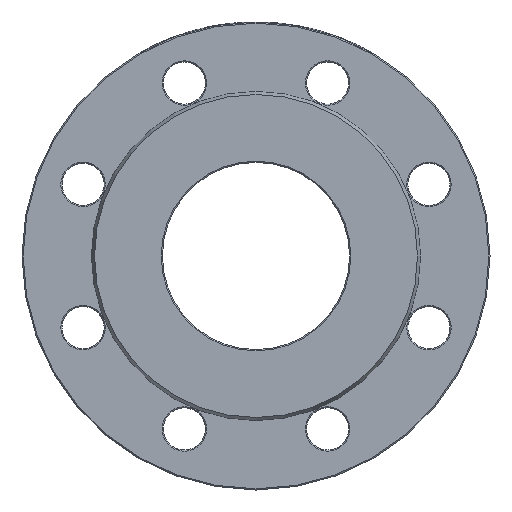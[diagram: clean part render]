
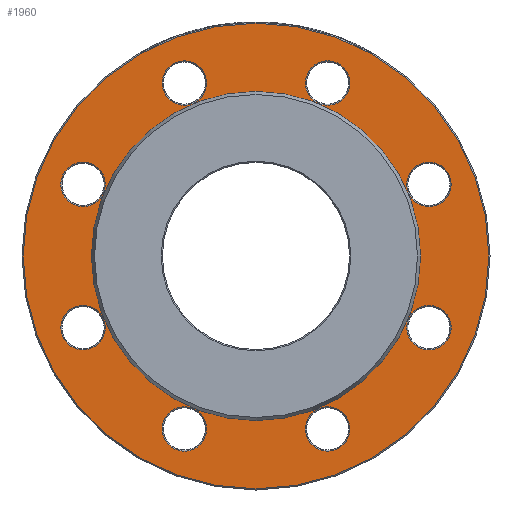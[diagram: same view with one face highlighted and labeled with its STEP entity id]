
A CAD part, left-side view. The second image highlights one B-rep face of the part: STEP entity #1960.
In plain terms, the highlighted planar face has unit normal (-1, 0, 0).
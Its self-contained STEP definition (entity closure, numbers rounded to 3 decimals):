
#1 = DIRECTION ( 'NONE',  ( 0., 0.707, -0.707 ) ) ;
#213 = AXIS2_PLACEMENT_3D ( 'NONE', #6569, #458, #3178 ) ;
#267 = EDGE_CURVE ( 'NONE', #1814, #1814, #402, .T. ) ;
#402 = CIRCLE ( 'NONE', #1551, 9.5 ) ;
#453 = CIRCLE ( 'NONE', #888, 99.5 ) ;
#458 = DIRECTION ( 'NONE',  ( 1., 0., 0. ) ) ;
#590 = DIRECTION ( 'NONE',  ( 0., -0.707, -0.707 ) ) ;
#888 = AXIS2_PLACEMENT_3D ( 'NONE', #5612, #2891, #7626 ) ;
#928 = DIRECTION ( 'NONE',  ( 0., 0.707, 0.707 ) ) ;
#1118 = AXIS2_PLACEMENT_3D ( 'NONE', #8177, #4160, #1 ) ;
#1132 = VERTEX_POINT ( 'NONE', #3907 ) ;
#1265 = CIRCLE ( 'NONE', #4273, 9.5 ) ;
#1307 = EDGE_CURVE ( 'NONE', #8703, #8703, #5199, .T. ) ;
#1342 = EDGE_LOOP ( 'NONE', ( #2872 ) ) ;
#1428 = CARTESIAN_POINT ( 'NONE',  ( 3., 30.615, -73.91 ) ) ;
#1449 = VERTEX_POINT ( 'NONE', #7403 ) ;
#1463 = EDGE_LOOP ( 'NONE', ( #2413 ) ) ;
#1549 = DIRECTION ( 'NONE',  ( 1., 0., 0. ) ) ;
#1551 = AXIS2_PLACEMENT_3D ( 'NONE', #2314, #5704, #7588 ) ;
#1560 = CIRCLE ( 'NONE', #3831, 9.5 ) ;
#1697 = EDGE_CURVE ( 'NONE', #2578, #2578, #2219, .T. ) ;
#1814 = VERTEX_POINT ( 'NONE', #1950 ) ;
#1841 = FACE_BOUND ( 'NONE', #2327, .T. ) ;
#1873 = DIRECTION ( 'NONE',  ( -1., 0., 0. ) ) ;
#1901 = CARTESIAN_POINT ( 'NONE',  ( 3., -23.897, 80.628 ) ) ;
#1950 = CARTESIAN_POINT ( 'NONE',  ( 3., 73.91, -40.115 ) ) ;
#1960 = ADVANCED_FACE ( 'NONE', ( #5908, #2427, #3757, #5817, #4519, #8545, #1841, #5145, #7201, #7245 ), #3843, .F. ) ;
#2043 = VERTEX_POINT ( 'NONE', #4102 ) ;
#2076 = EDGE_CURVE ( 'NONE', #1132, #1132, #5918, .T. ) ;
#2188 = EDGE_CURVE ( 'NONE', #6635, #6635, #7349, .T. ) ;
#2219 = CIRCLE ( 'NONE', #2779, 9.5 ) ;
#2314 = CARTESIAN_POINT ( 'NONE',  ( 3., 73.91, -30.615 ) ) ;
#2327 = EDGE_LOOP ( 'NONE', ( #8080 ) ) ;
#2413 = ORIENTED_EDGE ( 'NONE', *, *, #3850, .T. ) ;
#2427 = FACE_BOUND ( 'NONE', #7690, .T. ) ;
#2525 = ORIENTED_EDGE ( 'NONE', *, *, #267, .T. ) ;
#2578 = VERTEX_POINT ( 'NONE', #1901 ) ;
#2779 = AXIS2_PLACEMENT_3D ( 'NONE', #4323, #1549, #928 ) ;
#2848 = CARTESIAN_POINT ( 'NONE',  ( 3., 23.897, -80.628 ) ) ;
#2872 = ORIENTED_EDGE ( 'NONE', *, *, #3665, .T. ) ;
#2881 = EDGE_LOOP ( 'NONE', ( #7316 ) ) ;
#2891 = DIRECTION ( 'NONE',  ( -1., 0., 0. ) ) ;
#2987 = EDGE_LOOP ( 'NONE', ( #7332 ) ) ;
#3165 = ORIENTED_EDGE ( 'NONE', *, *, #2076, .T. ) ;
#3167 = CARTESIAN_POINT ( 'NONE',  ( 3., 0., 0. ) ) ;
#3178 = DIRECTION ( 'NONE',  ( 0., 0., -1. ) ) ;
#3476 = ORIENTED_EDGE ( 'NONE', *, *, #1697, .T. ) ;
#3577 = ORIENTED_EDGE ( 'NONE', *, *, #1307, .T. ) ;
#3665 = EDGE_CURVE ( 'NONE', #4718, #4718, #4985, .T. ) ;
#3757 = FACE_BOUND ( 'NONE', #5751, .T. ) ;
#3831 = AXIS2_PLACEMENT_3D ( 'NONE', #1428, #8219, #590 ) ;
#3843 = PLANE ( 'NONE',  #213 ) ;
#3850 = EDGE_CURVE ( 'NONE', #5432, #5432, #1265, .T. ) ;
#3865 = EDGE_CURVE ( 'NONE', #6905, #6905, #1560, .T. ) ;
#3907 = CARTESIAN_POINT ( 'NONE',  ( 3., 40.115, 73.91 ) ) ;
#3918 = AXIS2_PLACEMENT_3D ( 'NONE', #3167, #1873, #6602 ) ;
#3982 = CIRCLE ( 'NONE', #1118, 9.5 ) ;
#3984 = EDGE_CURVE ( 'NONE', #1449, #1449, #3982, .T. ) ;
#4102 = CARTESIAN_POINT ( 'NONE',  ( 3., 0., -99.5 ) ) ;
#4155 = EDGE_LOOP ( 'NONE', ( #2525 ) ) ;
#4160 = DIRECTION ( 'NONE',  ( 1., 0., 0. ) ) ;
#4273 = AXIS2_PLACEMENT_3D ( 'NONE', #5773, #5096, #7829 ) ;
#4323 = CARTESIAN_POINT ( 'NONE',  ( 3., -30.615, 73.91 ) ) ;
#4491 = CARTESIAN_POINT ( 'NONE',  ( 3., 0., 70.336 ) ) ;
#4519 = FACE_BOUND ( 'NONE', #7112, .T. ) ;
#4625 = AXIS2_PLACEMENT_3D ( 'NONE', #8447, #4968, #6356 ) ;
#4718 = VERTEX_POINT ( 'NONE', #4852 ) ;
#4802 = CARTESIAN_POINT ( 'NONE',  ( 3., -73.91, 30.615 ) ) ;
#4852 = CARTESIAN_POINT ( 'NONE',  ( 3., -73.91, 40.115 ) ) ;
#4968 = DIRECTION ( 'NONE',  ( 1., 0., 0. ) ) ;
#4985 = CIRCLE ( 'NONE', #7700, 9.5 ) ;
#5096 = DIRECTION ( 'NONE',  ( 1., 0., 0. ) ) ;
#5145 = FACE_BOUND ( 'NONE', #4155, .T. ) ;
#5199 = CIRCLE ( 'NONE', #4625, 9.5 ) ;
#5432 = VERTEX_POINT ( 'NONE', #8200 ) ;
#5612 = CARTESIAN_POINT ( 'NONE',  ( 3., 0., 0. ) ) ;
#5699 = EDGE_LOOP ( 'NONE', ( #7726 ) ) ;
#5704 = DIRECTION ( 'NONE',  ( 1., 0., 0. ) ) ;
#5751 = EDGE_LOOP ( 'NONE', ( #3476 ) ) ;
#5773 = CARTESIAN_POINT ( 'NONE',  ( 3., -30.615, -73.91 ) ) ;
#5817 = FACE_BOUND ( 'NONE', #1342, .T. ) ;
#5908 = FACE_BOUND ( 'NONE', #2987, .T. ) ;
#5918 = CIRCLE ( 'NONE', #6210, 9.5 ) ;
#6210 = AXIS2_PLACEMENT_3D ( 'NONE', #6353, #8268, #7735 ) ;
#6232 = DIRECTION ( 'NONE',  ( 0., 0., 1. ) ) ;
#6353 = CARTESIAN_POINT ( 'NONE',  ( 3., 30.615, 73.91 ) ) ;
#6356 = DIRECTION ( 'NONE',  ( 0., -0.707, 0.707 ) ) ;
#6569 = CARTESIAN_POINT ( 'NONE',  ( 3., 70.336, 0. ) ) ;
#6602 = DIRECTION ( 'NONE',  ( 0., 0., 1. ) ) ;
#6635 = VERTEX_POINT ( 'NONE', #4491 ) ;
#6905 = VERTEX_POINT ( 'NONE', #2848 ) ;
#7112 = EDGE_LOOP ( 'NONE', ( #3577 ) ) ;
#7173 = CARTESIAN_POINT ( 'NONE',  ( 3., -80.628, -23.897 ) ) ;
#7201 = FACE_OUTER_BOUND ( 'NONE', #2881, .T. ) ;
#7245 = FACE_BOUND ( 'NONE', #5699, .T. ) ;
#7316 = ORIENTED_EDGE ( 'NONE', *, *, #8401, .T. ) ;
#7332 = ORIENTED_EDGE ( 'NONE', *, *, #3984, .T. ) ;
#7349 = CIRCLE ( 'NONE', #3918, 70.336 ) ;
#7403 = CARTESIAN_POINT ( 'NONE',  ( 3., 80.628, 23.897 ) ) ;
#7588 = DIRECTION ( 'NONE',  ( 0., 0., -1. ) ) ;
#7626 = DIRECTION ( 'NONE',  ( 0., 0., -1. ) ) ;
#7690 = EDGE_LOOP ( 'NONE', ( #3165 ) ) ;
#7700 = AXIS2_PLACEMENT_3D ( 'NONE', #4802, #8100, #6232 ) ;
#7726 = ORIENTED_EDGE ( 'NONE', *, *, #2188, .F. ) ;
#7735 = DIRECTION ( 'NONE',  ( 0., 1., 0. ) ) ;
#7829 = DIRECTION ( 'NONE',  ( 0., -1., 0. ) ) ;
#8080 = ORIENTED_EDGE ( 'NONE', *, *, #3865, .T. ) ;
#8100 = DIRECTION ( 'NONE',  ( 1., 0., 0. ) ) ;
#8177 = CARTESIAN_POINT ( 'NONE',  ( 3., 73.91, 30.615 ) ) ;
#8200 = CARTESIAN_POINT ( 'NONE',  ( 3., -40.115, -73.91 ) ) ;
#8219 = DIRECTION ( 'NONE',  ( 1., 0., 0. ) ) ;
#8268 = DIRECTION ( 'NONE',  ( 1., 0., 0. ) ) ;
#8401 = EDGE_CURVE ( 'NONE', #2043, #2043, #453, .T. ) ;
#8447 = CARTESIAN_POINT ( 'NONE',  ( 3., -73.91, -30.615 ) ) ;
#8545 = FACE_BOUND ( 'NONE', #1463, .T. ) ;
#8703 = VERTEX_POINT ( 'NONE', #7173 ) ;
